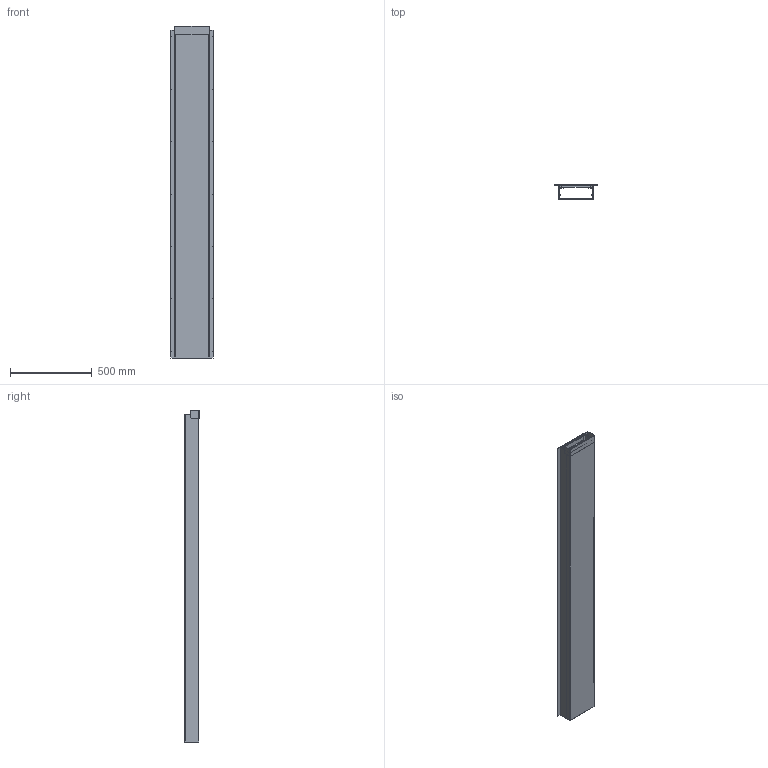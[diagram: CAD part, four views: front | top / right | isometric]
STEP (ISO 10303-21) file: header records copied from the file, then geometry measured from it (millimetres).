
FILE_DESCRIPTION (( 'STEP AP214' ), '1' );
FILE_NAME ('P_7403811_2.stp', '2016-04-27T08:08:53', ( '' ), ( '' ), 'SwSTEP 2.0', 'SolidWorks 2014', '' );
FILE_SCHEMA (( 'AUTOMOTIVE_DESIGN' ));
Length unit declared in the file: millimetre
Products named in the file (12): 023668T1_Standard; P_7403811_2; 023688_Standard; 023686_Standard; 022823_Standard; P_30700584_1_Standard; 022807_Standard; 023720_Standard; 023719_Standard; 022779_Standard; 022739_Standard; 023668_Standard
Assembly tree (15 placements, depth 3):
  P_7403811_2
    023668_Standard
      023668T1_Standard
    022739_Standard  x2
    022779_Standard  x2
    023720_Standard
      023719_Standard
    022823_Standard  x2
      022807_Standard
      P_30700584_1_Standard
    023688_Standard  x2
      023686_Standard
Bounding box: 257 x 87 x 2025.25 mm (x, y, z)
Volume: 4045813.8 mm3; surface area: 3681825.1 mm2
Topology: 12 solids, 12 shells, 226 faces, 510 edges, 308 vertices
Faces by surface type: plane 202, cylinder 24
Entity records: 5146 total; most frequent: CARTESIAN_POINT 804, DIRECTION 796, ORIENTED_EDGE 768, EDGE_CURVE 384, LINE 348, VECTOR 348, VERTEX_POINT 232, AXIS2_PLACEMENT_3D 224
